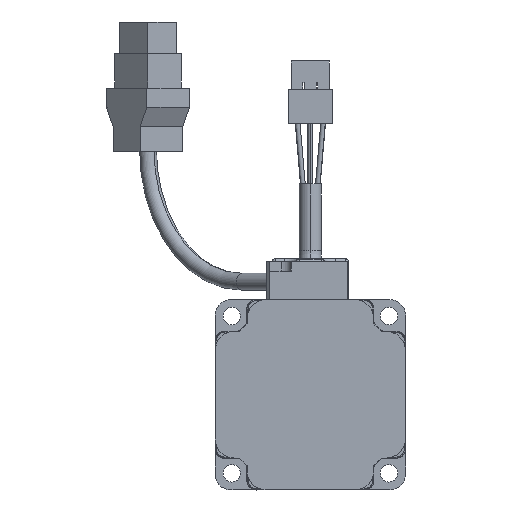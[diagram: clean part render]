
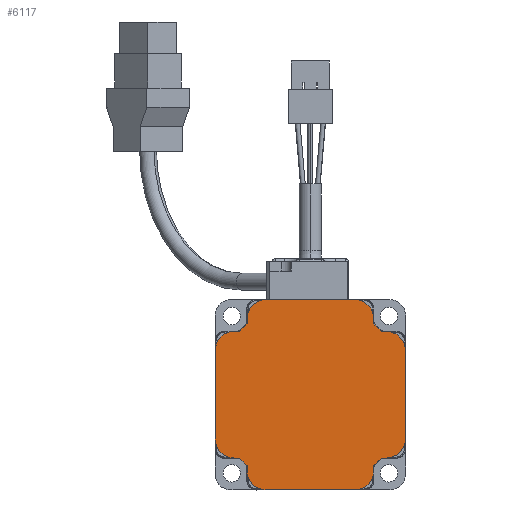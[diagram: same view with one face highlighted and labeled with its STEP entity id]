
A CAD part, front view. The second image highlights one B-rep face of the part: STEP entity #6117.
In plain terms, the highlighted planar face has unit normal (0, -1, 0).
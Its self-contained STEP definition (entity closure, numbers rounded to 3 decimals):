
#4113=CARTESIAN_POINT('',(-29.935,-106.85,13.935));
#4114=VERTEX_POINT('',#4113);
#4121=CARTESIAN_POINT('',(-23.935,-106.85,19.935));
#4122=VERTEX_POINT('',#4121);
#4123=CARTESIAN_POINT('',(-23.935,-106.85,13.935));
#4124=DIRECTION('',(0.,1.,0.));
#4125=DIRECTION('',(-1.,0.,0.));
#4126=AXIS2_PLACEMENT_3D('',#4123,#4124,#4125);
#4127=CIRCLE('',#4126,6.);
#4128=EDGE_CURVE('',#4114,#4122,#4127,.T.);
#4146=CARTESIAN_POINT('',(-22.338,-106.85,19.935));
#4147=VERTEX_POINT('',#4146);
#4148=CARTESIAN_POINT('',(-23.935,-106.85,19.935));
#4149=DIRECTION('',(1.,0.,-0.));
#4150=VECTOR('',#4149,1.597);
#4151=LINE('',#4148,#4150);
#4152=EDGE_CURVE('',#4122,#4147,#4151,.T.);
#4171=CARTESIAN_POINT('',(-19.935,-106.85,22.338));
#4172=VERTEX_POINT('',#4171);
#4173=CARTESIAN_POINT('',(0.,-106.85,0.));
#4174=DIRECTION('',(0.,1.,0.));
#4175=DIRECTION('',(-0.746,0.,0.666));
#4176=AXIS2_PLACEMENT_3D('',#4173,#4174,#4175);
#4177=CIRCLE('',#4176,29.94);
#4178=EDGE_CURVE('',#4147,#4172,#4177,.T.);
#4197=CARTESIAN_POINT('',(-19.935,-106.85,23.935));
#4198=VERTEX_POINT('',#4197);
#4199=CARTESIAN_POINT('',(-19.935,-106.85,22.338));
#4200=DIRECTION('',(0.,0.,1.));
#4201=VECTOR('',#4200,1.597);
#4202=LINE('',#4199,#4201);
#4203=EDGE_CURVE('',#4172,#4198,#4202,.T.);
#4221=CARTESIAN_POINT('',(-13.935,-106.85,29.935));
#4222=VERTEX_POINT('',#4221);
#4223=CARTESIAN_POINT('',(-13.935,-106.85,23.935));
#4224=DIRECTION('',(0.,1.,0.));
#4225=DIRECTION('',(-1.,0.,0.));
#4226=AXIS2_PLACEMENT_3D('',#4223,#4224,#4225);
#4227=CIRCLE('',#4226,6.);
#4228=EDGE_CURVE('',#4198,#4222,#4227,.T.);
#4417=CARTESIAN_POINT('',(13.935,-106.85,29.935));
#4418=VERTEX_POINT('',#4417);
#4425=CARTESIAN_POINT('',(19.935,-106.85,23.935));
#4426=VERTEX_POINT('',#4425);
#4427=CARTESIAN_POINT('',(13.935,-106.85,23.935));
#4428=DIRECTION('',(0.,1.,0.));
#4429=DIRECTION('',(0.,-0.,1.));
#4430=AXIS2_PLACEMENT_3D('',#4427,#4428,#4429);
#4431=CIRCLE('',#4430,6.);
#4432=EDGE_CURVE('',#4418,#4426,#4431,.T.);
#5945=CARTESIAN_POINT('',(-29.935,-106.85,-13.935));
#5946=VERTEX_POINT('',#5945);
#5953=CARTESIAN_POINT('',(-29.935,-106.85,-13.935));
#5954=DIRECTION('',(0.,0.,1.));
#5955=VECTOR('',#5954,27.87);
#5956=LINE('',#5953,#5955);
#5957=EDGE_CURVE('',#5946,#4114,#5956,.T.);
#5963=CARTESIAN_POINT('',(0.,-106.85,0.));
#5964=DIRECTION('',(0.,1.,0.));
#5965=DIRECTION('',(-1.,0.,0.));
#5966=AXIS2_PLACEMENT_3D('',#5963,#5964,#5965);
#5967=PLANE('',#5966);
#5968=ORIENTED_EDGE('',*,*,#4203,.F.);
#5969=ORIENTED_EDGE('',*,*,#4178,.F.);
#5970=ORIENTED_EDGE('',*,*,#4152,.F.);
#5971=ORIENTED_EDGE('',*,*,#4128,.F.);
#5972=ORIENTED_EDGE('',*,*,#5957,.F.);
#5973=CARTESIAN_POINT('',(-23.935,-106.85,-19.935));
#5974=VERTEX_POINT('',#5973);
#5975=CARTESIAN_POINT('',(-23.935,-106.85,-13.935));
#5976=DIRECTION('',(0.,1.,0.));
#5977=DIRECTION('',(0.,0.,-1.));
#5978=AXIS2_PLACEMENT_3D('',#5975,#5976,#5977);
#5979=CIRCLE('',#5978,6.);
#5980=EDGE_CURVE('',#5974,#5946,#5979,.T.);
#5981=ORIENTED_EDGE('',*,*,#5980,.F.);
#5982=CARTESIAN_POINT('',(-22.338,-106.85,-19.935));
#5983=VERTEX_POINT('',#5982);
#5984=CARTESIAN_POINT('',(-23.935,-106.85,-19.935));
#5985=DIRECTION('',(1.,0.,-0.));
#5986=VECTOR('',#5985,1.597);
#5987=LINE('',#5984,#5986);
#5988=EDGE_CURVE('',#5974,#5983,#5987,.T.);
#5989=ORIENTED_EDGE('',*,*,#5988,.T.);
#5990=CARTESIAN_POINT('',(-19.935,-106.85,-22.338));
#5991=VERTEX_POINT('',#5990);
#5992=CARTESIAN_POINT('',(0.,-106.85,0.));
#5993=DIRECTION('',(0.,1.,0.));
#5994=DIRECTION('',(-0.666,0.,-0.746));
#5995=AXIS2_PLACEMENT_3D('',#5992,#5993,#5994);
#5996=CIRCLE('',#5995,29.94);
#5997=EDGE_CURVE('',#5991,#5983,#5996,.T.);
#5998=ORIENTED_EDGE('',*,*,#5997,.F.);
#5999=CARTESIAN_POINT('',(-19.935,-106.85,-23.935));
#6000=VERTEX_POINT('',#5999);
#6001=CARTESIAN_POINT('',(-19.935,-106.85,-22.338));
#6002=DIRECTION('',(0.,0.,-1.));
#6003=VECTOR('',#6002,1.597);
#6004=LINE('',#6001,#6003);
#6005=EDGE_CURVE('',#5991,#6000,#6004,.T.);
#6006=ORIENTED_EDGE('',*,*,#6005,.T.);
#6007=CARTESIAN_POINT('',(-13.935,-106.85,-29.935));
#6008=VERTEX_POINT('',#6007);
#6009=CARTESIAN_POINT('',(-13.935,-106.85,-23.935));
#6010=DIRECTION('',(0.,1.,0.));
#6011=DIRECTION('',(0.,0.,-1.));
#6012=AXIS2_PLACEMENT_3D('',#6009,#6010,#6011);
#6013=CIRCLE('',#6012,6.);
#6014=EDGE_CURVE('',#6008,#6000,#6013,.T.);
#6015=ORIENTED_EDGE('',*,*,#6014,.F.);
#6016=CARTESIAN_POINT('',(13.935,-106.85,-29.935));
#6017=VERTEX_POINT('',#6016);
#6018=CARTESIAN_POINT('',(-13.935,-106.85,-29.935));
#6019=DIRECTION('',(1.,0.,-0.));
#6020=VECTOR('',#6019,27.87);
#6021=LINE('',#6018,#6020);
#6022=EDGE_CURVE('',#6008,#6017,#6021,.T.);
#6023=ORIENTED_EDGE('',*,*,#6022,.T.);
#6024=CARTESIAN_POINT('',(19.935,-106.85,-23.935));
#6025=VERTEX_POINT('',#6024);
#6026=CARTESIAN_POINT('',(13.935,-106.85,-23.935));
#6027=DIRECTION('',(-0.,1.,0.));
#6028=DIRECTION('',(1.,0.,0.));
#6029=AXIS2_PLACEMENT_3D('',#6026,#6027,#6028);
#6030=CIRCLE('',#6029,6.);
#6031=EDGE_CURVE('',#6025,#6017,#6030,.T.);
#6032=ORIENTED_EDGE('',*,*,#6031,.F.);
#6033=CARTESIAN_POINT('',(19.935,-106.85,-22.338));
#6034=VERTEX_POINT('',#6033);
#6035=CARTESIAN_POINT('',(19.935,-106.85,-23.935));
#6036=DIRECTION('',(0.,0.,1.));
#6037=VECTOR('',#6036,1.597);
#6038=LINE('',#6035,#6037);
#6039=EDGE_CURVE('',#6025,#6034,#6038,.T.);
#6040=ORIENTED_EDGE('',*,*,#6039,.T.);
#6041=CARTESIAN_POINT('',(22.338,-106.85,-19.935));
#6042=VERTEX_POINT('',#6041);
#6043=CARTESIAN_POINT('',(0.,-106.85,0.));
#6044=DIRECTION('',(0.,1.,0.));
#6045=DIRECTION('',(0.746,0.,-0.666));
#6046=AXIS2_PLACEMENT_3D('',#6043,#6044,#6045);
#6047=CIRCLE('',#6046,29.94);
#6048=EDGE_CURVE('',#6042,#6034,#6047,.T.);
#6049=ORIENTED_EDGE('',*,*,#6048,.F.);
#6050=CARTESIAN_POINT('',(23.935,-106.85,-19.935));
#6051=VERTEX_POINT('',#6050);
#6052=CARTESIAN_POINT('',(22.338,-106.85,-19.935));
#6053=DIRECTION('',(1.,0.,-0.));
#6054=VECTOR('',#6053,1.597);
#6055=LINE('',#6052,#6054);
#6056=EDGE_CURVE('',#6042,#6051,#6055,.T.);
#6057=ORIENTED_EDGE('',*,*,#6056,.T.);
#6058=CARTESIAN_POINT('',(29.935,-106.85,-13.935));
#6059=VERTEX_POINT('',#6058);
#6060=CARTESIAN_POINT('',(23.935,-106.85,-13.935));
#6061=DIRECTION('',(-0.,1.,0.));
#6062=DIRECTION('',(1.,0.,0.));
#6063=AXIS2_PLACEMENT_3D('',#6060,#6061,#6062);
#6064=CIRCLE('',#6063,6.);
#6065=EDGE_CURVE('',#6059,#6051,#6064,.T.);
#6066=ORIENTED_EDGE('',*,*,#6065,.F.);
#6067=CARTESIAN_POINT('',(29.935,-106.85,13.935));
#6068=VERTEX_POINT('',#6067);
#6069=CARTESIAN_POINT('',(29.935,-106.85,-13.935));
#6070=DIRECTION('',(0.,0.,1.));
#6071=VECTOR('',#6070,27.87);
#6072=LINE('',#6069,#6071);
#6073=EDGE_CURVE('',#6059,#6068,#6072,.T.);
#6074=ORIENTED_EDGE('',*,*,#6073,.T.);
#6075=CARTESIAN_POINT('',(23.935,-106.85,19.935));
#6076=VERTEX_POINT('',#6075);
#6077=CARTESIAN_POINT('',(23.935,-106.85,13.935));
#6078=DIRECTION('',(0.,1.,0.));
#6079=DIRECTION('',(0.,-0.,1.));
#6080=AXIS2_PLACEMENT_3D('',#6077,#6078,#6079);
#6081=CIRCLE('',#6080,6.);
#6082=EDGE_CURVE('',#6076,#6068,#6081,.T.);
#6083=ORIENTED_EDGE('',*,*,#6082,.F.);
#6084=CARTESIAN_POINT('',(22.338,-106.85,19.935));
#6085=VERTEX_POINT('',#6084);
#6086=CARTESIAN_POINT('',(23.935,-106.85,19.935));
#6087=DIRECTION('',(-1.,0.,0.));
#6088=VECTOR('',#6087,1.597);
#6089=LINE('',#6086,#6088);
#6090=EDGE_CURVE('',#6076,#6085,#6089,.T.);
#6091=ORIENTED_EDGE('',*,*,#6090,.T.);
#6092=CARTESIAN_POINT('',(19.935,-106.85,22.338));
#6093=VERTEX_POINT('',#6092);
#6094=CARTESIAN_POINT('',(0.,-106.85,0.));
#6095=DIRECTION('',(-0.,1.,0.));
#6096=DIRECTION('',(0.666,0.,0.746));
#6097=AXIS2_PLACEMENT_3D('',#6094,#6095,#6096);
#6098=CIRCLE('',#6097,29.94);
#6099=EDGE_CURVE('',#6093,#6085,#6098,.T.);
#6100=ORIENTED_EDGE('',*,*,#6099,.F.);
#6101=CARTESIAN_POINT('',(19.935,-106.85,22.338));
#6102=DIRECTION('',(0.,0.,1.));
#6103=VECTOR('',#6102,1.597);
#6104=LINE('',#6101,#6103);
#6105=EDGE_CURVE('',#6093,#4426,#6104,.T.);
#6106=ORIENTED_EDGE('',*,*,#6105,.T.);
#6107=ORIENTED_EDGE('',*,*,#4432,.F.);
#6108=CARTESIAN_POINT('',(13.935,-106.85,29.935));
#6109=DIRECTION('',(-1.,0.,0.));
#6110=VECTOR('',#6109,27.87);
#6111=LINE('',#6108,#6110);
#6112=EDGE_CURVE('',#4418,#4222,#6111,.T.);
#6113=ORIENTED_EDGE('',*,*,#6112,.T.);
#6114=ORIENTED_EDGE('',*,*,#4228,.F.);
#6115=EDGE_LOOP('',(#5968,#5969,#5970,#5971,#5972,#5981,#5989,#5998,#6006,#6015,#6023,#6032,#6040,#6049,#6057,#6066,#6074,#6083,#6091,#6100,#6106,#6107,#6113,#6114));
#6116=FACE_BOUND('',#6115,.T.);
#6117=ADVANCED_FACE('',(#6116),#5967,.F.);
